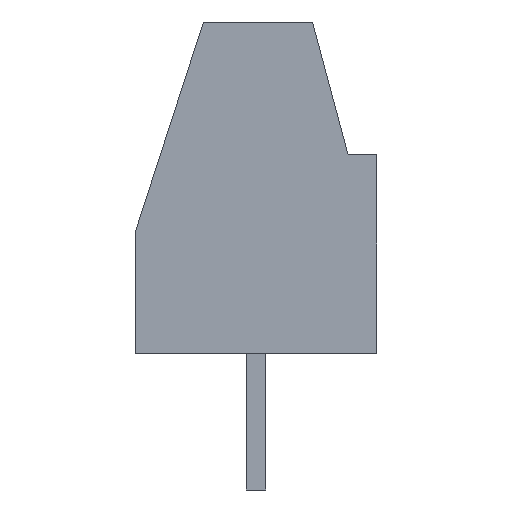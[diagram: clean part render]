
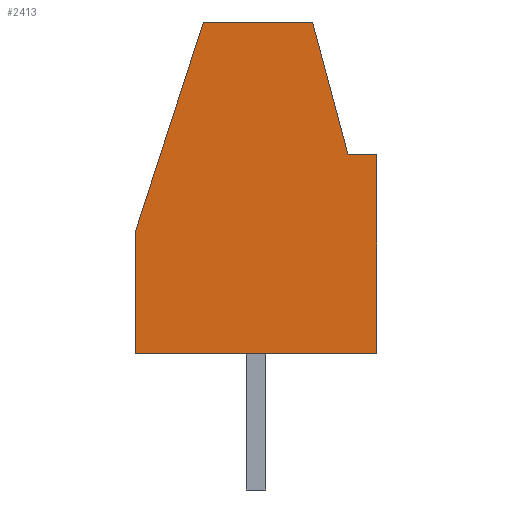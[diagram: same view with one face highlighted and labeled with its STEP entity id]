
A CAD part, left-side view. The second image highlights one B-rep face of the part: STEP entity #2413.
In plain terms, the highlighted planar face has unit normal (-1, 0, 0).
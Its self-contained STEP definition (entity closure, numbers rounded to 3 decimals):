
#22 = VERTEX_POINT('',#23);
#23 = CARTESIAN_POINT('',(-1.5,-3.1,0.));
#32 = PLANE('',#33);
#33 = AXIS2_PLACEMENT_3D('',#34,#35,#36);
#34 = CARTESIAN_POINT('',(-1.5,-3.1,0.));
#35 = DIRECTION('',(0.,0.,1.));
#36 = DIRECTION('',(0.,1.,0.));
#44 = PLANE('',#45);
#45 = AXIS2_PLACEMENT_3D('',#46,#47,#48);
#46 = CARTESIAN_POINT('',(-1.5,-3.1,8.5));
#47 = DIRECTION('',(0.,1.,0.));
#48 = DIRECTION('',(0.,0.,-1.));
#85 = VERTEX_POINT('',#86);
#86 = CARTESIAN_POINT('',(-1.5,3.1,0.));
#100 = PLANE('',#101);
#101 = AXIS2_PLACEMENT_3D('',#102,#103,#104);
#102 = CARTESIAN_POINT('',(-1.5,3.1,0.));
#103 = DIRECTION('',(0.,-1.,0.));
#104 = DIRECTION('',(0.,0.,1.));
#112 = EDGE_CURVE('',#22,#85,#113,.T.);
#113 = SURFACE_CURVE('',#114,(#118,#125),.PCURVE_S1.);
#114 = LINE('',#115,#116);
#115 = CARTESIAN_POINT('',(-1.5,-3.1,0.));
#116 = VECTOR('',#117,1.);
#117 = DIRECTION('',(0.,1.,0.));
#118 = PCURVE('',#32,#119);
#119 = DEFINITIONAL_REPRESENTATION('',(#120),#124);
#120 = LINE('',#121,#122);
#121 = CARTESIAN_POINT('',(0.,0.));
#122 = VECTOR('',#123,1.);
#123 = DIRECTION('',(1.,0.));
#124 = ( GEOMETRIC_REPRESENTATION_CONTEXT(2)
PARAMETRIC_REPRESENTATION_CONTEXT() REPRESENTATION_CONTEXT('2D SPACE',''
) );
#125 = PCURVE('',#126,#131);
#126 = PLANE('',#127);
#127 = AXIS2_PLACEMENT_3D('',#128,#129,#130);
#128 = CARTESIAN_POINT('',(-1.5,0.,4.25));
#129 = DIRECTION('',(1.,0.,0.));
#130 = DIRECTION('',(0.,0.,1.));
#131 = DEFINITIONAL_REPRESENTATION('',(#132),#136);
#132 = LINE('',#133,#134);
#133 = CARTESIAN_POINT('',(-4.25,3.1));
#134 = VECTOR('',#135,1.);
#135 = DIRECTION('',(0.,-1.));
#136 = ( GEOMETRIC_REPRESENTATION_CONTEXT(2)
PARAMETRIC_REPRESENTATION_CONTEXT() REPRESENTATION_CONTEXT('2D SPACE',''
) );
#1201 = EDGE_CURVE('',#1202,#22,#1204,.T.);
#1202 = VERTEX_POINT('',#1203);
#1203 = CARTESIAN_POINT('',(-1.5,-3.1,5.1));
#1204 = SURFACE_CURVE('',#1205,(#1209,#1216),.PCURVE_S1.);
#1205 = LINE('',#1206,#1207);
#1206 = CARTESIAN_POINT('',(-1.5,-3.1,8.5));
#1207 = VECTOR('',#1208,1.);
#1208 = DIRECTION('',(0.,0.,-1.));
#1209 = PCURVE('',#44,#1210);
#1210 = DEFINITIONAL_REPRESENTATION('',(#1211),#1215);
#1211 = LINE('',#1212,#1213);
#1212 = CARTESIAN_POINT('',(0.,0.));
#1213 = VECTOR('',#1214,1.);
#1214 = DIRECTION('',(1.,0.));
#1215 = ( GEOMETRIC_REPRESENTATION_CONTEXT(2)
PARAMETRIC_REPRESENTATION_CONTEXT() REPRESENTATION_CONTEXT('2D SPACE',''
) );
#1216 = PCURVE('',#126,#1217);
#1217 = DEFINITIONAL_REPRESENTATION('',(#1218),#1222);
#1218 = LINE('',#1219,#1220);
#1219 = CARTESIAN_POINT('',(4.25,3.1));
#1220 = VECTOR('',#1221,1.);
#1221 = DIRECTION('',(-1.,0.));
#1222 = ( GEOMETRIC_REPRESENTATION_CONTEXT(2)
PARAMETRIC_REPRESENTATION_CONTEXT() REPRESENTATION_CONTEXT('2D SPACE',''
) );
#1240 = PLANE('',#1241);
#1241 = AXIS2_PLACEMENT_3D('',#1242,#1243,#1244);
#1242 = CARTESIAN_POINT('',(-1.5,-2.36,5.1));
#1243 = DIRECTION('',(0.,0.,-1.));
#1244 = DIRECTION('',(0.,-1.,0.));
#2413 = ADVANCED_FACE('',(#2414),#126,.F.);
#2414 = FACE_BOUND('',#2415,.F.);
#2415 = EDGE_LOOP('',(#2416,#2439,#2440,#2441,#2464,#2492,#2520));
#2416 = ORIENTED_EDGE('',*,*,#2417,.T.);
#2417 = EDGE_CURVE('',#2418,#1202,#2420,.T.);
#2418 = VERTEX_POINT('',#2419);
#2419 = CARTESIAN_POINT('',(-1.5,-2.36,5.1));
#2420 = SURFACE_CURVE('',#2421,(#2425,#2432),.PCURVE_S1.);
#2421 = LINE('',#2422,#2423);
#2422 = CARTESIAN_POINT('',(-1.5,-2.36,5.1));
#2423 = VECTOR('',#2424,1.);
#2424 = DIRECTION('',(0.,-1.,0.));
#2425 = PCURVE('',#126,#2426);
#2426 = DEFINITIONAL_REPRESENTATION('',(#2427),#2431);
#2427 = LINE('',#2428,#2429);
#2428 = CARTESIAN_POINT('',(0.85,2.36));
#2429 = VECTOR('',#2430,1.);
#2430 = DIRECTION('',(0.,1.));
#2431 = ( GEOMETRIC_REPRESENTATION_CONTEXT(2)
PARAMETRIC_REPRESENTATION_CONTEXT() REPRESENTATION_CONTEXT('2D SPACE',''
) );
#2432 = PCURVE('',#1240,#2433);
#2433 = DEFINITIONAL_REPRESENTATION('',(#2434),#2438);
#2434 = LINE('',#2435,#2436);
#2435 = CARTESIAN_POINT('',(0.,-0.));
#2436 = VECTOR('',#2437,1.);
#2437 = DIRECTION('',(1.,0.));
#2438 = ( GEOMETRIC_REPRESENTATION_CONTEXT(2)
PARAMETRIC_REPRESENTATION_CONTEXT() REPRESENTATION_CONTEXT('2D SPACE',''
) );
#2439 = ORIENTED_EDGE('',*,*,#1201,.T.);
#2440 = ORIENTED_EDGE('',*,*,#112,.T.);
#2441 = ORIENTED_EDGE('',*,*,#2442,.T.);
#2442 = EDGE_CURVE('',#85,#2443,#2445,.T.);
#2443 = VERTEX_POINT('',#2444);
#2444 = CARTESIAN_POINT('',(-1.5,3.1,3.114));
#2445 = SURFACE_CURVE('',#2446,(#2450,#2457),.PCURVE_S1.);
#2446 = LINE('',#2447,#2448);
#2447 = CARTESIAN_POINT('',(-1.5,3.1,0.));
#2448 = VECTOR('',#2449,1.);
#2449 = DIRECTION('',(0.,0.,1.));
#2450 = PCURVE('',#126,#2451);
#2451 = DEFINITIONAL_REPRESENTATION('',(#2452),#2456);
#2452 = LINE('',#2453,#2454);
#2453 = CARTESIAN_POINT('',(-4.25,-3.1));
#2454 = VECTOR('',#2455,1.);
#2455 = DIRECTION('',(1.,0.));
#2456 = ( GEOMETRIC_REPRESENTATION_CONTEXT(2)
PARAMETRIC_REPRESENTATION_CONTEXT() REPRESENTATION_CONTEXT('2D SPACE',''
) );
#2457 = PCURVE('',#100,#2458);
#2458 = DEFINITIONAL_REPRESENTATION('',(#2459),#2463);
#2459 = LINE('',#2460,#2461);
#2460 = CARTESIAN_POINT('',(0.,0.));
#2461 = VECTOR('',#2462,1.);
#2462 = DIRECTION('',(1.,0.));
#2463 = ( GEOMETRIC_REPRESENTATION_CONTEXT(2)
PARAMETRIC_REPRESENTATION_CONTEXT() REPRESENTATION_CONTEXT('2D SPACE',''
) );
#2464 = ORIENTED_EDGE('',*,*,#2465,.F.);
#2465 = EDGE_CURVE('',#2466,#2443,#2468,.T.);
#2466 = VERTEX_POINT('',#2467);
#2467 = CARTESIAN_POINT('',(-1.5,1.35,8.5));
#2468 = SURFACE_CURVE('',#2469,(#2473,#2480),.PCURVE_S1.);
#2469 = LINE('',#2470,#2471);
#2470 = CARTESIAN_POINT('',(-1.5,1.35,8.5));
#2471 = VECTOR('',#2472,1.);
#2472 = DIRECTION('',(0.,0.309,-0.951));
#2473 = PCURVE('',#126,#2474);
#2474 = DEFINITIONAL_REPRESENTATION('',(#2475),#2479);
#2475 = LINE('',#2476,#2477);
#2476 = CARTESIAN_POINT('',(4.25,-1.35));
#2477 = VECTOR('',#2478,1.);
#2478 = DIRECTION('',(-0.951,-0.309));
#2479 = ( GEOMETRIC_REPRESENTATION_CONTEXT(2)
PARAMETRIC_REPRESENTATION_CONTEXT() REPRESENTATION_CONTEXT('2D SPACE',''
) );
#2480 = PCURVE('',#2481,#2486);
#2481 = PLANE('',#2482);
#2482 = AXIS2_PLACEMENT_3D('',#2483,#2484,#2485);
#2483 = CARTESIAN_POINT('',(-1.5,1.35,8.5));
#2484 = DIRECTION('',(0.,0.951,0.309));
#2485 = DIRECTION('',(0.,0.309,-0.951));
#2486 = DEFINITIONAL_REPRESENTATION('',(#2487),#2491);
#2487 = LINE('',#2488,#2489);
#2488 = CARTESIAN_POINT('',(0.,0.));
#2489 = VECTOR('',#2490,1.);
#2490 = DIRECTION('',(1.,0.));
#2491 = ( GEOMETRIC_REPRESENTATION_CONTEXT(2)
PARAMETRIC_REPRESENTATION_CONTEXT() REPRESENTATION_CONTEXT('2D SPACE',''
) );
#2492 = ORIENTED_EDGE('',*,*,#2493,.T.);
#2493 = EDGE_CURVE('',#2466,#2494,#2496,.T.);
#2494 = VERTEX_POINT('',#2495);
#2495 = CARTESIAN_POINT('',(-1.5,-1.45,8.5));
#2496 = SURFACE_CURVE('',#2497,(#2501,#2508),.PCURVE_S1.);
#2497 = LINE('',#2498,#2499);
#2498 = CARTESIAN_POINT('',(-1.5,3.1,8.5));
#2499 = VECTOR('',#2500,1.);
#2500 = DIRECTION('',(0.,-1.,0.));
#2501 = PCURVE('',#126,#2502);
#2502 = DEFINITIONAL_REPRESENTATION('',(#2503),#2507);
#2503 = LINE('',#2504,#2505);
#2504 = CARTESIAN_POINT('',(4.25,-3.1));
#2505 = VECTOR('',#2506,1.);
#2506 = DIRECTION('',(0.,1.));
#2507 = ( GEOMETRIC_REPRESENTATION_CONTEXT(2)
PARAMETRIC_REPRESENTATION_CONTEXT() REPRESENTATION_CONTEXT('2D SPACE',''
) );
#2508 = PCURVE('',#2509,#2514);
#2509 = PLANE('',#2510);
#2510 = AXIS2_PLACEMENT_3D('',#2511,#2512,#2513);
#2511 = CARTESIAN_POINT('',(-1.5,3.1,8.5));
#2512 = DIRECTION('',(0.,0.,-1.));
#2513 = DIRECTION('',(0.,-1.,0.));
#2514 = DEFINITIONAL_REPRESENTATION('',(#2515),#2519);
#2515 = LINE('',#2516,#2517);
#2516 = CARTESIAN_POINT('',(0.,-0.));
#2517 = VECTOR('',#2518,1.);
#2518 = DIRECTION('',(1.,0.));
#2519 = ( GEOMETRIC_REPRESENTATION_CONTEXT(2)
PARAMETRIC_REPRESENTATION_CONTEXT() REPRESENTATION_CONTEXT('2D SPACE',''
) );
#2520 = ORIENTED_EDGE('',*,*,#2521,.T.);
#2521 = EDGE_CURVE('',#2494,#2418,#2522,.T.);
#2522 = SURFACE_CURVE('',#2523,(#2527,#2534),.PCURVE_S1.);
#2523 = LINE('',#2524,#2525);
#2524 = CARTESIAN_POINT('',(-1.5,-1.45,8.5));
#2525 = VECTOR('',#2526,1.);
#2526 = DIRECTION('',(0.,-0.259,-0.966));
#2527 = PCURVE('',#126,#2528);
#2528 = DEFINITIONAL_REPRESENTATION('',(#2529),#2533);
#2529 = LINE('',#2530,#2531);
#2530 = CARTESIAN_POINT('',(4.25,1.45));
#2531 = VECTOR('',#2532,1.);
#2532 = DIRECTION('',(-0.966,0.259));
#2533 = ( GEOMETRIC_REPRESENTATION_CONTEXT(2)
PARAMETRIC_REPRESENTATION_CONTEXT() REPRESENTATION_CONTEXT('2D SPACE',''
) );
#2534 = PCURVE('',#2535,#2540);
#2535 = PLANE('',#2536);
#2536 = AXIS2_PLACEMENT_3D('',#2537,#2538,#2539);
#2537 = CARTESIAN_POINT('',(-1.5,-1.45,8.5));
#2538 = DIRECTION('',(0.,0.966,-0.259));
#2539 = DIRECTION('',(0.,-0.259,-0.966));
#2540 = DEFINITIONAL_REPRESENTATION('',(#2541),#2545);
#2541 = LINE('',#2542,#2543);
#2542 = CARTESIAN_POINT('',(0.,0.));
#2543 = VECTOR('',#2544,1.);
#2544 = DIRECTION('',(1.,0.));
#2545 = ( GEOMETRIC_REPRESENTATION_CONTEXT(2)
PARAMETRIC_REPRESENTATION_CONTEXT() REPRESENTATION_CONTEXT('2D SPACE',''
) );
